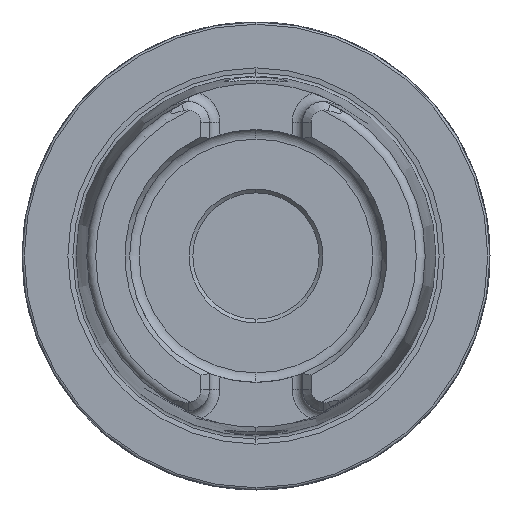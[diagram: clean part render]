
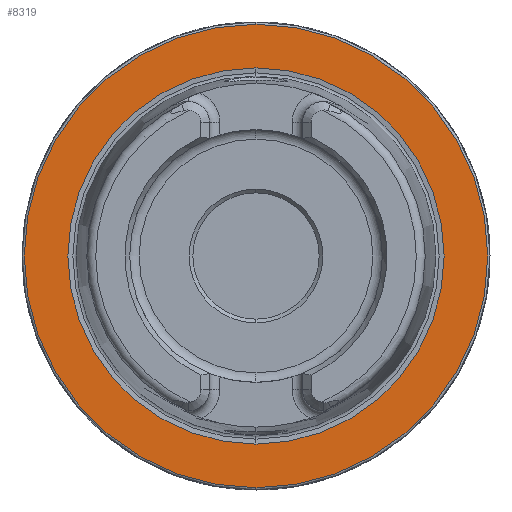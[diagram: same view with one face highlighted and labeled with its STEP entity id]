
A CAD part, left-side view. The second image highlights one B-rep face of the part: STEP entity #8319.
In plain terms, the highlighted planar face has unit normal (-1, 0, 0).
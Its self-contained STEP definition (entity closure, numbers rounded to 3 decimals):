
#75 = CIRCLE ( 'NONE', #5204, 25.324 ) ;
#113 = AXIS2_PLACEMENT_3D ( 'NONE', #9950, #5235, #414 ) ;
#114 = DIRECTION ( 'NONE',  ( 0., 0., -1. ) ) ;
#158 = AXIS2_PLACEMENT_3D ( 'NONE', #8102, #4932, #114 ) ;
#400 = ORIENTED_EDGE ( 'NONE', *, *, #3912, .T. ) ;
#414 = DIRECTION ( 'NONE',  ( 0., 0., 1. ) ) ;
#661 = FACE_BOUND ( 'NONE', #3446, .T. ) ;
#671 = VERTEX_POINT ( 'NONE', #4988 ) ;
#797 = CARTESIAN_POINT ( 'NONE',  ( 0., 0., 0. ) ) ;
#1603 = DIRECTION ( 'NONE',  ( 0., 0., 1. ) ) ;
#2044 = ORIENTED_EDGE ( 'NONE', *, *, #8623, .T. ) ;
#2682 = AXIS2_PLACEMENT_3D ( 'NONE', #5459, #5434, #5421 ) ;
#3446 = EDGE_LOOP ( 'NONE', ( #7047, #9485 ) ) ;
#3493 = CARTESIAN_POINT ( 'NONE',  ( 0., 0., -25.324 ) ) ;
#3697 = EDGE_CURVE ( 'NONE', #4710, #9874, #75, .T. ) ;
#3912 = EDGE_CURVE ( 'NONE', #9136, #671, #4570, .T. ) ;
#4570 = CIRCLE ( 'NONE', #2682, 31.2 ) ;
#4710 = VERTEX_POINT ( 'NONE', #3493 ) ;
#4932 = DIRECTION ( 'NONE',  ( 1., 0., 0. ) ) ;
#4988 = CARTESIAN_POINT ( 'NONE',  ( 0., 0., -31.2 ) ) ;
#5204 = AXIS2_PLACEMENT_3D ( 'NONE', #6501, #6483, #6468 ) ;
#5235 = DIRECTION ( 'NONE',  ( -1., 0., 0. ) ) ;
#5421 = DIRECTION ( 'NONE',  ( 0., 0., 1. ) ) ;
#5434 = DIRECTION ( 'NONE',  ( -1., 0., 0. ) ) ;
#5459 = CARTESIAN_POINT ( 'NONE',  ( 0., 0., 0. ) ) ;
#6424 = DIRECTION ( 'NONE',  ( -1., 0., 0. ) ) ;
#6468 = DIRECTION ( 'NONE',  ( 0., 0., 1. ) ) ;
#6483 = DIRECTION ( 'NONE',  ( -1., 0., 0. ) ) ;
#6501 = CARTESIAN_POINT ( 'NONE',  ( 0., 0., 0. ) ) ;
#7047 = ORIENTED_EDGE ( 'NONE', *, *, #8441, .F. ) ;
#7178 = CIRCLE ( 'NONE', #10229, 31.2 ) ;
#8031 = EDGE_LOOP ( 'NONE', ( #400, #2044 ) ) ;
#8102 = CARTESIAN_POINT ( 'NONE',  ( 0., 31.2, 0. ) ) ;
#8316 = CIRCLE ( 'NONE', #113, 25.324 ) ;
#8319 = ADVANCED_FACE ( 'NONE', ( #661, #9158 ), #9646, .F. ) ;
#8441 = EDGE_CURVE ( 'NONE', #9874, #4710, #8316, .T. ) ;
#8572 = CARTESIAN_POINT ( 'NONE',  ( 0., 0., 31.2 ) ) ;
#8623 = EDGE_CURVE ( 'NONE', #671, #9136, #7178, .T. ) ;
#9136 = VERTEX_POINT ( 'NONE', #8572 ) ;
#9158 = FACE_OUTER_BOUND ( 'NONE', #8031, .T. ) ;
#9368 = CARTESIAN_POINT ( 'NONE',  ( 0., 0., 25.324 ) ) ;
#9485 = ORIENTED_EDGE ( 'NONE', *, *, #3697, .F. ) ;
#9646 = PLANE ( 'NONE',  #158 ) ;
#9874 = VERTEX_POINT ( 'NONE', #9368 ) ;
#9950 = CARTESIAN_POINT ( 'NONE',  ( 0., 0., 0. ) ) ;
#10229 = AXIS2_PLACEMENT_3D ( 'NONE', #797, #6424, #1603 ) ;
